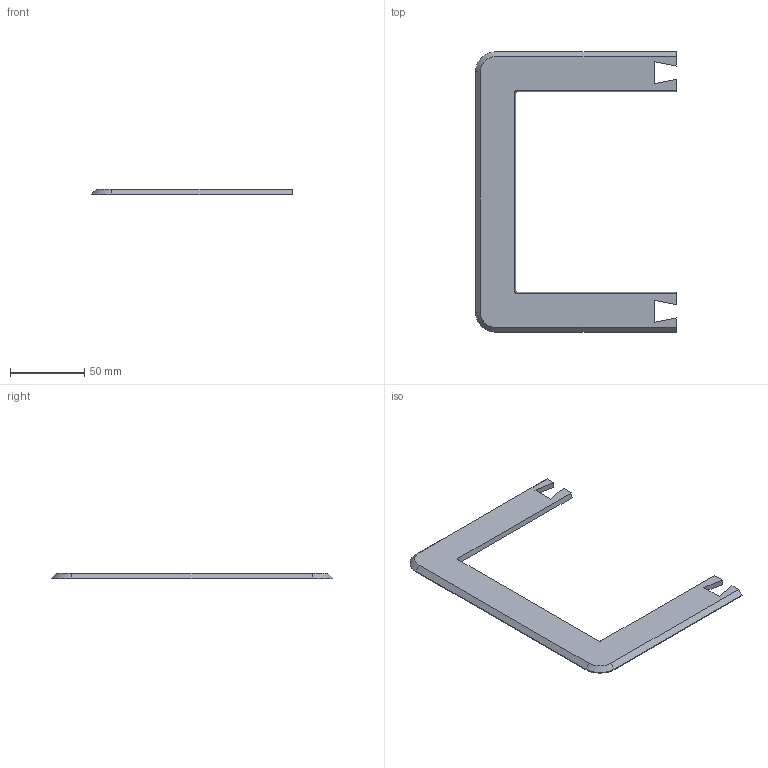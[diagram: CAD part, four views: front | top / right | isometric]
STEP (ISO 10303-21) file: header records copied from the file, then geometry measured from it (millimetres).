
FILE_DESCRIPTION(('FreeCAD Model'),'2;1');
FILE_NAME('Open CASCADE Shape Model','2024-10-12T15:58:01',(''),(''), 'Open CASCADE STEP processor 7.7','FreeCAD','Unknown');
FILE_SCHEMA(('AUTOMOTIVE_DESIGN { 1 0 10303 214 1 1 1 1 }'));
Length unit declared in the file: millimetre
Products named in the file (1): bd-F
Bounding box: 135.5 x 189 x 3.7 mm (x, y, z)
Volume: 36242.2 mm3; surface area: 23414.5 mm2
Topology: 1 solids, 1 shells, 27 faces, 71 edges, 46 vertices
Faces by surface type: plane 21, bspline 2, cylinder 2, cone 2
Entity records: 941 total; most frequent: CARTESIAN_POINT 277, ORIENTED_EDGE 142, DIRECTION 117, EDGE_CURVE 71, LINE 53, VECTOR 53, VERTEX_POINT 46, AXIS2_PLACEMENT_3D 32
